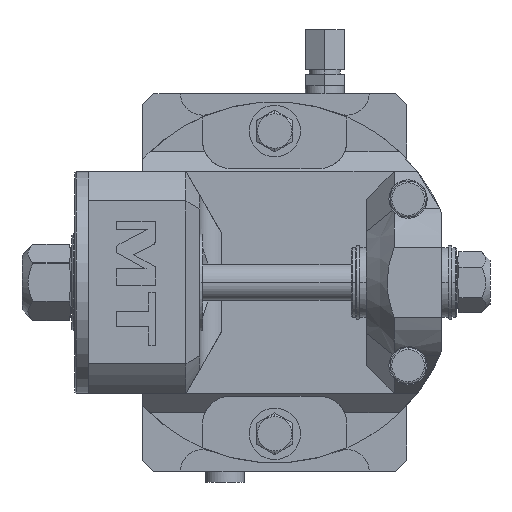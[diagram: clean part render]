
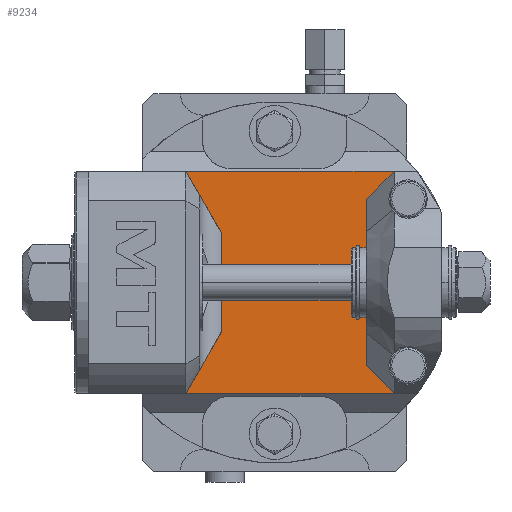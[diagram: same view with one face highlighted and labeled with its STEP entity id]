
A CAD part, left-side view. The second image highlights one B-rep face of the part: STEP entity #9234.
In plain terms, the highlighted planar face has unit normal (-1, 0, 0).
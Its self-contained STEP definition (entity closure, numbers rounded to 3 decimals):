
#175=CARTESIAN_POINT('',(-45.5,0.,0.));
#176=DIRECTION('',(-1.,0.,0.));
#177=DIRECTION('',(0.,-0.789,0.614));
#178=AXIS2_PLACEMENT_3D('',#175,#176,#177);
#259=CARTESIAN_POINT('',(-45.5,0.,0.));
#260=DIRECTION('',(-1.,0.,0.));
#261=DIRECTION('',(0.,-0.788,-0.615));
#262=AXIS2_PLACEMENT_3D('',#259,#260,#261);
#2040=DIRECTION('',(0.,0.,-1.));
#2041=VECTOR('',#2040,59.8);
#2042=CARTESIAN_POINT('',(-45.5,-33.,29.9));
#2043=LINE('',#2042,#2041);
#2044=DIRECTION('',(0.,0.707,0.707));
#2045=VECTOR('',#2044,14.142);
#2046=CARTESIAN_POINT('',(-45.5,-43.,-39.9));
#2047=LINE('',#2046,#2045);
#2048=DIRECTION('',(0.,1.,0.));
#2049=VECTOR('',#2048,8.313);
#2050=CARTESIAN_POINT('',(-45.5,-51.313,-39.9));
#2051=LINE('',#2050,#2049);
#2052=DIRECTION('',(0.,1.,0.));
#2053=VECTOR('',#2052,83.235);
#2054=CARTESIAN_POINT('',(-45.5,-51.235,-40.));
#2055=LINE('',#2054,#2053);
#2056=DIRECTION('',(0.,0.5,-0.866));
#2057=VECTOR('',#2056,26.);
#2058=CARTESIAN_POINT('',(-45.5,19.,-17.483));
#2059=LINE('',#2058,#2057);
#2060=DIRECTION('',(0.,0.,1.));
#2061=VECTOR('',#2060,34.967);
#2062=CARTESIAN_POINT('',(-45.5,19.,-17.483));
#2063=LINE('',#2062,#2061);
#2064=DIRECTION('',(0.,-0.5,-0.866));
#2065=VECTOR('',#2064,26.);
#2066=CARTESIAN_POINT('',(-45.5,32.,40.));
#2067=LINE('',#2066,#2065);
#2068=DIRECTION('',(0.,-1.,0.));
#2069=VECTOR('',#2068,83.235);
#2070=CARTESIAN_POINT('',(-45.5,32.,40.));
#2071=LINE('',#2070,#2069);
#2072=DIRECTION('',(0.,1.,0.));
#2073=VECTOR('',#2072,8.313);
#2074=CARTESIAN_POINT('',(-45.5,-51.313,39.9));
#2075=LINE('',#2074,#2073);
#2076=DIRECTION('',(0.,-0.707,0.707));
#2077=VECTOR('',#2076,14.142);
#2078=CARTESIAN_POINT('',(-45.5,-33.,29.9));
#2079=LINE('',#2078,#2077);
#3106=CARTESIAN_POINT('',(-45.5,19.,17.483));
#3122=CARTESIAN_POINT('',(-45.5,19.,-17.483));
#5482=CARTESIAN_POINT('',(-45.5,-51.235,-40.));
#5483=VERTEX_POINT('',#5482);
#5484=CARTESIAN_POINT('',(-45.5,-51.235,40.));
#5485=VERTEX_POINT('',#5484);
#5501=CARTESIAN_POINT('',(-45.5,32.,40.));
#5503=VERTEX_POINT('',#5501);
#5505=CARTESIAN_POINT('',(-45.5,32.,-40.));
#5507=VERTEX_POINT('',#5505);
#5516=VERTEX_POINT('',#3106);
#5517=VERTEX_POINT('',#3122);
#5568=CARTESIAN_POINT('',(-45.5,-33.,29.9));
#5569=CARTESIAN_POINT('',(-45.5,-33.,-29.9));
#5570=VERTEX_POINT('',#5568);
#5571=VERTEX_POINT('',#5569);
#5572=CARTESIAN_POINT('',(-45.5,-51.313,-39.9));
#5573=CARTESIAN_POINT('',(-45.5,-43.,-39.9));
#5574=VERTEX_POINT('',#5572);
#5575=VERTEX_POINT('',#5573);
#5576=CARTESIAN_POINT('',(-45.5,-51.313,39.9));
#5577=CARTESIAN_POINT('',(-45.5,-43.,39.9));
#5578=VERTEX_POINT('',#5576);
#5579=VERTEX_POINT('',#5577);
#9209=CARTESIAN_POINT('',(-45.5,0.,0.));
#9210=DIRECTION('',(-1.,0.,0.));
#9211=DIRECTION('',(0.,1.,0.));
#9212=AXIS2_PLACEMENT_3D('',#9209,#9210,#9211);
#9213=PLANE('',#9212);
#9215=ORIENTED_EDGE('',*,*,#9214,.T.);
#9217=ORIENTED_EDGE('',*,*,#9216,.F.);
#9219=ORIENTED_EDGE('',*,*,#9218,.F.);
#9220=ORIENTED_EDGE('',*,*,#6861,.F.);
#9221=ORIENTED_EDGE('',*,*,#9123,.T.);
#9222=ORIENTED_EDGE('',*,*,#9146,.F.);
#9224=ORIENTED_EDGE('',*,*,#9223,.T.);
#9225=ORIENTED_EDGE('',*,*,#9199,.F.);
#9226=ORIENTED_EDGE('',*,*,#8948,.T.);
#9227=ORIENTED_EDGE('',*,*,#6781,.F.);
#9229=ORIENTED_EDGE('',*,*,#9228,.T.);
#9231=ORIENTED_EDGE('',*,*,#9230,.F.);
#9232=EDGE_LOOP('',(#9215,#9217,#9219,#9220,#9221,#9222,#9224,#9225,#9226,#9227,
#9229,#9231));
#9233=FACE_OUTER_BOUND('',#9232,.F.);
#9234=ADVANCED_FACE('',(#9233),#9213,.T.);
#179=CIRCLE('',#178,65.);
#263=CIRCLE('',#262,65.);
#6781=EDGE_CURVE('',#5578,#5485,#179,.T.);
#6861=EDGE_CURVE('',#5483,#5574,#263,.T.);
#8948=EDGE_CURVE('',#5503,#5485,#2071,.T.);
#9123=EDGE_CURVE('',#5483,#5507,#2055,.T.);
#9146=EDGE_CURVE('',#5517,#5507,#2059,.T.);
#9199=EDGE_CURVE('',#5503,#5516,#2067,.T.);
#9214=EDGE_CURVE('',#5570,#5571,#2043,.T.);
#9216=EDGE_CURVE('',#5575,#5571,#2047,.T.);
#9218=EDGE_CURVE('',#5574,#5575,#2051,.T.);
#9223=EDGE_CURVE('',#5517,#5516,#2063,.T.);
#9228=EDGE_CURVE('',#5578,#5579,#2075,.T.);
#9230=EDGE_CURVE('',#5570,#5579,#2079,.T.);
